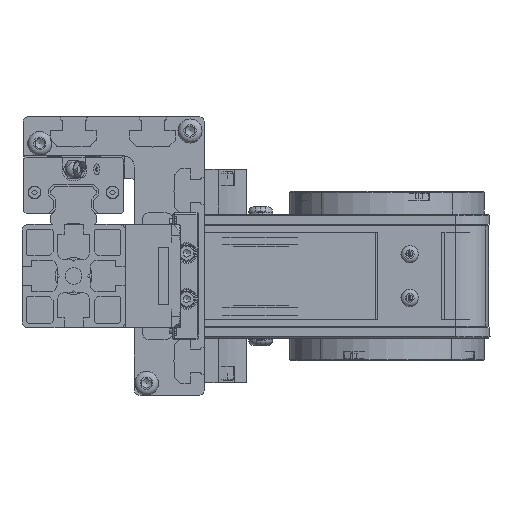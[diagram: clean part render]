
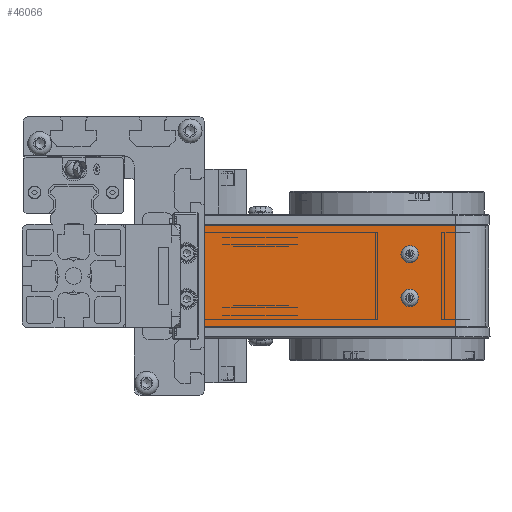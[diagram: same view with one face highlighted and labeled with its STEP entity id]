
A CAD part, left-side view. The second image highlights one B-rep face of the part: STEP entity #46066.
In plain terms, the highlighted planar face has unit normal (-1, 0, 0).
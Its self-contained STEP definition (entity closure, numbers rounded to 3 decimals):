
#3346=FACE_BOUND('',#9611,.T.);
#3347=FACE_BOUND('',#9612,.T.);
#4362=CIRCLE('',#49539,3.8);
#4363=CIRCLE('',#49540,3.8);
#6949=FACE_OUTER_BOUND('',#9610,.T.);
#9610=EDGE_LOOP('',(#37287,#37288,#37289,#37290));
#9611=EDGE_LOOP('',(#37291));
#9612=EDGE_LOOP('',(#37292));
#13076=LINE('',#71311,#17446);
#13192=LINE('',#71713,#17562);
#13193=LINE('',#71720,#17563);
#13200=LINE('',#71737,#17570);
#17446=VECTOR('',#57970,10.);
#17562=VECTOR('',#58276,10.);
#17563=VECTOR('',#58287,10.);
#17570=VECTOR('',#58308,10.);
#21799=VERTEX_POINT('',#71308);
#21800=VERTEX_POINT('',#71310);
#21907=VERTEX_POINT('',#71711);
#21908=VERTEX_POINT('',#71719);
#21912=VERTEX_POINT('',#71738);
#21913=VERTEX_POINT('',#71740);
#27187=EDGE_CURVE('',#21799,#21800,#13076,.T.);
#27358=EDGE_CURVE('',#21799,#21907,#13192,.T.);
#27363=EDGE_CURVE('',#21800,#21908,#13193,.T.);
#27372=EDGE_CURVE('',#21907,#21908,#13200,.T.);
#27373=EDGE_CURVE('',#21912,#21912,#4362,.T.);
#27374=EDGE_CURVE('',#21913,#21913,#4363,.T.);
#37287=ORIENTED_EDGE('',*,*,#27358,.T.);
#37288=ORIENTED_EDGE('',*,*,#27372,.T.);
#37289=ORIENTED_EDGE('',*,*,#27363,.F.);
#37290=ORIENTED_EDGE('',*,*,#27187,.F.);
#37291=ORIENTED_EDGE('',*,*,#27373,.T.);
#37292=ORIENTED_EDGE('',*,*,#27374,.T.);
#43978=PLANE('',#49538);
#46066=ADVANCED_FACE('',(#6949,#3346,#3347),#43978,.T.);
#49538=AXIS2_PLACEMENT_3D('',#71736,#58306,#58307);
#49539=AXIS2_PLACEMENT_3D('',#71739,#58309,#58310);
#49540=AXIS2_PLACEMENT_3D('',#71741,#58311,#58312);
#57970=DIRECTION('',(0.,0.,1.));
#58276=DIRECTION('',(0.,-1.,0.));
#58287=DIRECTION('',(0.,-1.,0.));
#58306=DIRECTION('center_axis',(-1.,0.,0.));
#58307=DIRECTION('ref_axis',(0.,-1.,0.));
#58308=DIRECTION('',(0.,0.,1.));
#58309=DIRECTION('center_axis',(1.,0.,0.));
#58310=DIRECTION('ref_axis',(0.,1.,0.));
#58311=DIRECTION('center_axis',(1.,0.,0.));
#58312=DIRECTION('ref_axis',(0.,1.,0.));
#71308=CARTESIAN_POINT('',(-107.,79.5,3.5));
#71310=CARTESIAN_POINT('',(-107.,79.5,47.5));
#71311=CARTESIAN_POINT('',(-107.,79.5,3.5));
#71711=CARTESIAN_POINT('',(-107.,-30.,3.5));
#71713=CARTESIAN_POINT('',(-107.,79.5,3.5));
#71719=CARTESIAN_POINT('',(-107.,-30.,47.5));
#71720=CARTESIAN_POINT('',(-107.,79.5,47.5));
#71736=CARTESIAN_POINT('Origin',(-107.,79.5,3.5));
#71737=CARTESIAN_POINT('',(-107.,-30.,3.5));
#71738=CARTESIAN_POINT('',(-107.,-13.8,35.));
#71739=CARTESIAN_POINT('Origin',(-107.,-10.,35.));
#71740=CARTESIAN_POINT('',(-107.,-13.8,16.));
#71741=CARTESIAN_POINT('Origin',(-107.,-10.,16.));
